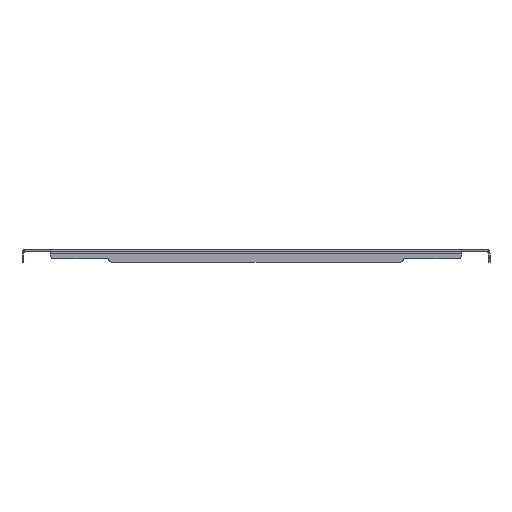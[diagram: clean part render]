
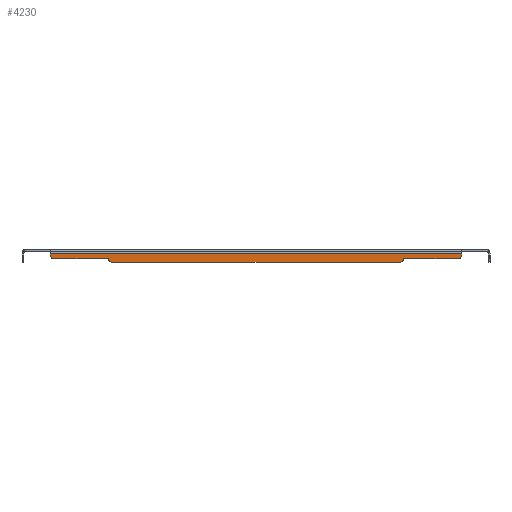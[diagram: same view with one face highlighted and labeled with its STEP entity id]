
A CAD part, front view. The second image highlights one B-rep face of the part: STEP entity #4230.
In plain terms, the highlighted planar face has unit normal (0, -1, 0).
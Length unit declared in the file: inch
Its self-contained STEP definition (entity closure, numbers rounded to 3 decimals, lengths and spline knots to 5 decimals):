
#4 = CARTESIAN_POINT ( 'NONE',  ( 10.21875, -29.96875, -0.625 ) ) ;
#8 = EDGE_CURVE ( 'NONE', #785, #3841, #4291, .T. ) ;
#23 = ORIENTED_EDGE ( 'NONE', *, *, #2622, .T. ) ;
#126 = CARTESIAN_POINT ( 'NONE',  ( 14.34375, -29.96875, -0.625 ) ) ;
#249 = DIRECTION ( 'NONE',  ( -1., 0., 0. ) ) ;
#270 = EDGE_CURVE ( 'NONE', #3538, #726, #3826, .T. ) ;
#315 = CARTESIAN_POINT ( 'NONE',  ( 14.34375, -29.96875, -0.625 ) ) ;
#358 = CARTESIAN_POINT ( 'NONE',  ( -16.46875, -29.96875, -0.237 ) ) ;
#417 = ORIENTED_EDGE ( 'NONE', *, *, #946, .T. ) ;
#502 = ORIENTED_EDGE ( 'NONE', *, *, #3728, .T. ) ;
#524 = VECTOR ( 'NONE', #1435, 39.37008 ) ;
#532 = CARTESIAN_POINT ( 'NONE',  ( 14.59375, -29.96875, -0.237 ) ) ;
#590 = DIRECTION ( 'NONE',  ( 0., -1., 0. ) ) ;
#594 = VERTEX_POINT ( 'NONE', #3166 ) ;
#631 = AXIS2_PLACEMENT_3D ( 'NONE', #3527, #3139, #1089 ) ;
#697 = VERTEX_POINT ( 'NONE', #126 ) ;
#706 = CARTESIAN_POINT ( 'NONE',  ( 14.59375, -29.96875, -0.375 ) ) ;
#716 = ORIENTED_EDGE ( 'NONE', *, *, #2055, .T. ) ;
#726 = VERTEX_POINT ( 'NONE', #3641 ) ;
#766 = DIRECTION ( 'NONE',  ( 0., 0., -1. ) ) ;
#785 = VERTEX_POINT ( 'NONE', #3374 ) ;
#832 = VECTOR ( 'NONE', #4386, 39.37008 ) ;
#841 = DIRECTION ( 'NONE',  ( 1., 0., 0. ) ) ;
#882 = VECTOR ( 'NONE', #841, 39.37008 ) ;
#897 = CIRCLE ( 'NONE', #3439, 0.25 ) ;
#946 = EDGE_CURVE ( 'NONE', #3270, #1786, #3095, .T. ) ;
#1089 = DIRECTION ( 'NONE',  ( -1., 0., 0. ) ) ;
#1145 = CARTESIAN_POINT ( 'NONE',  ( -10.46875, -29.96875, -0.625 ) ) ;
#1244 = CARTESIAN_POINT ( 'NONE',  ( -10.21875, -29.96875, -0.875 ) ) ;
#1310 = LINE ( 'NONE', #315, #832 ) ;
#1397 = VERTEX_POINT ( 'NONE', #3944 ) ;
#1435 = DIRECTION ( 'NONE',  ( 0., 0., -1. ) ) ;
#1603 = DIRECTION ( 'NONE',  ( -1., 0., 0. ) ) ;
#1707 = ORIENTED_EDGE ( 'NONE', *, *, #8, .T. ) ;
#1740 = CARTESIAN_POINT ( 'NONE',  ( -14.59375, -29.96875, -0.237 ) ) ;
#1786 = VERTEX_POINT ( 'NONE', #532 ) ;
#1787 = CARTESIAN_POINT ( 'NONE',  ( 14.34375, -29.96875, -0.375 ) ) ;
#1838 = VECTOR ( 'NONE', #4177, 39.37008 ) ;
#1852 = AXIS2_PLACEMENT_3D ( 'NONE', #4017, #590, #249 ) ;
#1954 = CARTESIAN_POINT ( 'NONE',  ( -14.34375, -29.96875, -0.375 ) ) ;
#2044 = VECTOR ( 'NONE', #2091, 39.37008 ) ;
#2055 = EDGE_CURVE ( 'NONE', #594, #1397, #897, .T. ) ;
#2091 = DIRECTION ( 'NONE',  ( 0., 0., 1. ) ) ;
#2138 = DIRECTION ( 'NONE',  ( 0., 0., -1. ) ) ;
#2213 = AXIS2_PLACEMENT_3D ( 'NONE', #1787, #3175, #766 ) ;
#2247 = ORIENTED_EDGE ( 'NONE', *, *, #2468, .T. ) ;
#2253 = ORIENTED_EDGE ( 'NONE', *, *, #3119, .F. ) ;
#2351 = EDGE_CURVE ( 'NONE', #1786, #3538, #2747, .T. ) ;
#2355 = VECTOR ( 'NONE', #3495, 39.37008 ) ;
#2414 = PLANE ( 'NONE',  #631 ) ;
#2468 = EDGE_CURVE ( 'NONE', #3399, #594, #2729, .T. ) ;
#2622 = EDGE_CURVE ( 'NONE', #726, #785, #3947, .T. ) ;
#2729 = LINE ( 'NONE', #3157, #1838 ) ;
#2747 = LINE ( 'NONE', #358, #2355 ) ;
#2763 = CARTESIAN_POINT ( 'NONE',  ( 14.59375, -29.96875, -0.375 ) ) ;
#2813 = ORIENTED_EDGE ( 'NONE', *, *, #2351, .T. ) ;
#3020 = ORIENTED_EDGE ( 'NONE', *, *, #3153, .T. ) ;
#3095 = LINE ( 'NONE', #706, #2044 ) ;
#3119 = EDGE_CURVE ( 'NONE', #697, #1397, #1310, .T. ) ;
#3139 = DIRECTION ( 'NONE',  ( 0., -1., 0. ) ) ;
#3153 = EDGE_CURVE ( 'NONE', #697, #3270, #4024, .T. ) ;
#3157 = CARTESIAN_POINT ( 'NONE',  ( -10.21875, -29.96875, -0.875 ) ) ;
#3166 = CARTESIAN_POINT ( 'NONE',  ( 10.21875, -29.96875, -0.875 ) ) ;
#3175 = DIRECTION ( 'NONE',  ( 0., -1., 0. ) ) ;
#3270 = VERTEX_POINT ( 'NONE', #2763 ) ;
#3340 = DIRECTION ( 'NONE',  ( 0., -1., 0. ) ) ;
#3374 = CARTESIAN_POINT ( 'NONE',  ( -14.34375, -29.96875, -0.625 ) ) ;
#3399 = VERTEX_POINT ( 'NONE', #1244 ) ;
#3439 = AXIS2_PLACEMENT_3D ( 'NONE', #4, #3820, #2138 ) ;
#3451 = CIRCLE ( 'NONE', #1852, 0.25 ) ;
#3495 = DIRECTION ( 'NONE',  ( -1., 0., 0. ) ) ;
#3527 = CARTESIAN_POINT ( 'NONE',  ( -16.46875, -29.96875, 0. ) ) ;
#3535 = CARTESIAN_POINT ( 'NONE',  ( -14.59375, -29.96875, -0.237 ) ) ;
#3538 = VERTEX_POINT ( 'NONE', #1740 ) ;
#3641 = CARTESIAN_POINT ( 'NONE',  ( -14.59375, -29.96875, -0.375 ) ) ;
#3728 = EDGE_CURVE ( 'NONE', #3841, #3399, #3451, .T. ) ;
#3820 = DIRECTION ( 'NONE',  ( 0., -1., 0. ) ) ;
#3826 = LINE ( 'NONE', #3535, #524 ) ;
#3841 = VERTEX_POINT ( 'NONE', #1145 ) ;
#3864 = FACE_OUTER_BOUND ( 'NONE', #4285, .T. ) ;
#3944 = CARTESIAN_POINT ( 'NONE',  ( 10.46875, -29.96875, -0.625 ) ) ;
#3947 = CIRCLE ( 'NONE', #4019, 0.25 ) ;
#3950 = CARTESIAN_POINT ( 'NONE',  ( -14.34375, -29.96875, -0.625 ) ) ;
#4017 = CARTESIAN_POINT ( 'NONE',  ( -10.21875, -29.96875, -0.625 ) ) ;
#4019 = AXIS2_PLACEMENT_3D ( 'NONE', #1954, #3340, #1603 ) ;
#4024 = CIRCLE ( 'NONE', #2213, 0.25 ) ;
#4177 = DIRECTION ( 'NONE',  ( 1., 0., 0. ) ) ;
#4230 = ADVANCED_FACE ( 'NONE', ( #3864 ), #2414, .T. ) ;
#4251 = ORIENTED_EDGE ( 'NONE', *, *, #270, .T. ) ;
#4285 = EDGE_LOOP ( 'NONE', ( #417, #2813, #4251, #23, #1707, #502, #2247, #716, #2253, #3020 ) ) ;
#4291 = LINE ( 'NONE', #3950, #882 ) ;
#4386 = DIRECTION ( 'NONE',  ( -1., 0., 0. ) ) ;
